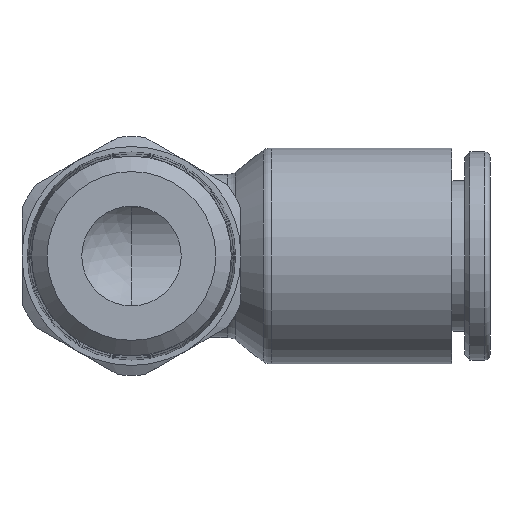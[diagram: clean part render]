
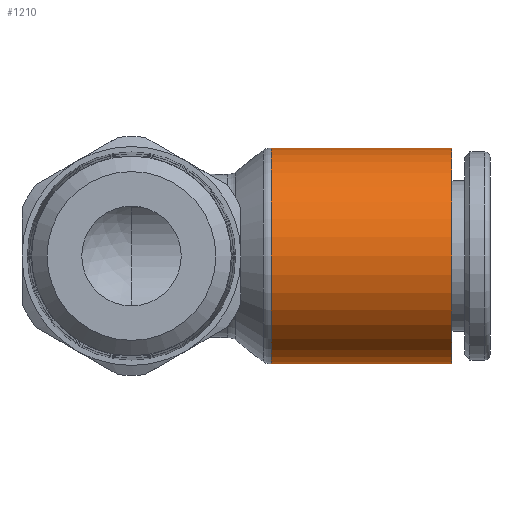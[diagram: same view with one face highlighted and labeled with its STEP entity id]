
A CAD part, front view. The second image highlights one B-rep face of the part: STEP entity #1210.
In plain terms, the highlighted cylindrical face has radius 5.425 mm (diameter 10.85 mm), a full revolution.
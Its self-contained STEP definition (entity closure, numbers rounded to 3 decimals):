
#188=CYLINDRICAL_SURFACE('',#1313,5.425);
#213=FACE_BOUND('',#328,.T.);
#245=FACE_OUTER_BOUND('',#327,.T.);
#327=EDGE_LOOP('',(#783));
#328=EDGE_LOOP('',(#784));
#438=CIRCLE('',#1311,5.425);
#440=CIRCLE('',#1314,5.425);
#508=VERTEX_POINT('',#1835);
#510=VERTEX_POINT('',#1840);
#620=EDGE_CURVE('',#508,#508,#438,.T.);
#622=EDGE_CURVE('',#510,#510,#440,.T.);
#783=ORIENTED_EDGE('',*,*,#620,.T.);
#784=ORIENTED_EDGE('',*,*,#622,.T.);
#1210=ADVANCED_FACE('',(#245,#213),#188,.T.);
#1311=AXIS2_PLACEMENT_3D('',#1836,#1468,#1469);
#1313=AXIS2_PLACEMENT_3D('',#1839,#1472,#1473);
#1314=AXIS2_PLACEMENT_3D('',#1841,#1474,#1475);
#1468=DIRECTION('center_axis',(-1.,0.,0.));
#1469=DIRECTION('ref_axis',(0.,-1.,0.));
#1472=DIRECTION('center_axis',(1.,0.,0.));
#1473=DIRECTION('ref_axis',(0.,-1.,0.));
#1474=DIRECTION('center_axis',(1.,0.,0.));
#1475=DIRECTION('ref_axis',(0.,1.,0.));
#1835=CARTESIAN_POINT('',(16.1,6.167,0.));
#1836=CARTESIAN_POINT('Origin',(16.1,11.592,0.));
#1839=CARTESIAN_POINT('Origin',(16.1,11.592,0.));
#1840=CARTESIAN_POINT('',(7.025,6.167,0.));
#1841=CARTESIAN_POINT('Origin',(7.025,11.592,0.));
